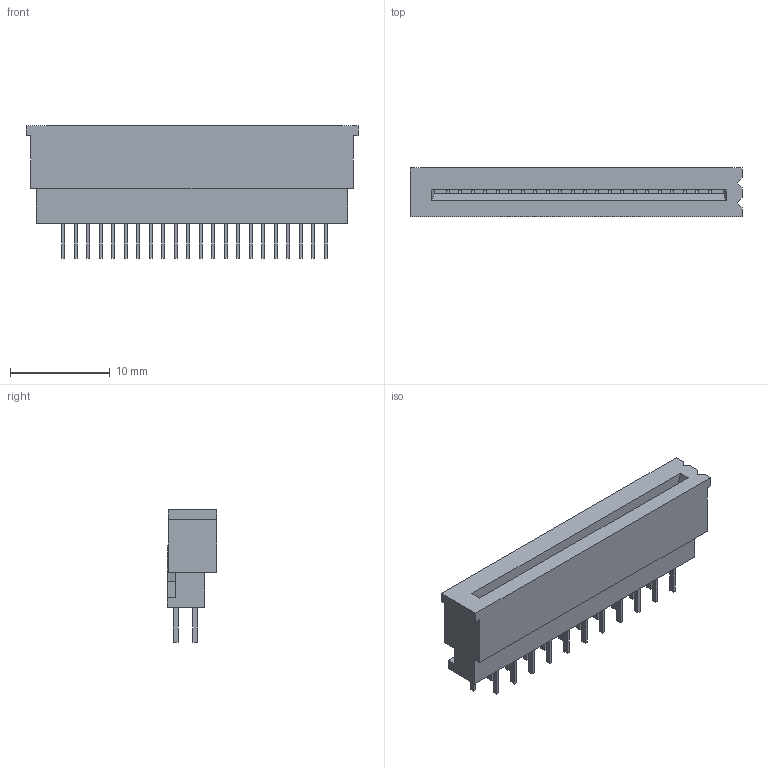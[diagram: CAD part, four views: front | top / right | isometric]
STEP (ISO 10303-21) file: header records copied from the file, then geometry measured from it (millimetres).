
FILE_DESCRIPTION((''),'2;1');
FILE_NAME('039532225','2018-04-25T',('ksrinivasara'),(''),'PRO/ENGINEER BY PARAMETRIC TECHNOLOGY CORPORATION, 2012310','PRO/ENGINEER BY PARAMETRIC TECHNOLOGY CORPORATION, 2012310','');
FILE_SCHEMA(('CONFIG_CONTROL_DESIGN'));
Length unit declared in the file: millimetre
Products named in the file (1): 039532225
Bounding box: 33.25 x 5 x 13.3 mm (x, y, z)
Volume: 1070 mm3; surface area: 2086.1 mm2
Topology: 1 solids, 1 shells, 583 faces, 1559 edges, 1034 vertices
Faces by surface type: plane 561, cylinder 22
Entity records: 17902 total; most frequent: CARTESIAN_POINT 3133, ORIENTED_EDGE 3030, DIRECTION 2815, EDGE_CURVE 1515, VECTOR 1471, LINE 1471, VERTEX_POINT 990, EDGE_LOOP 695
